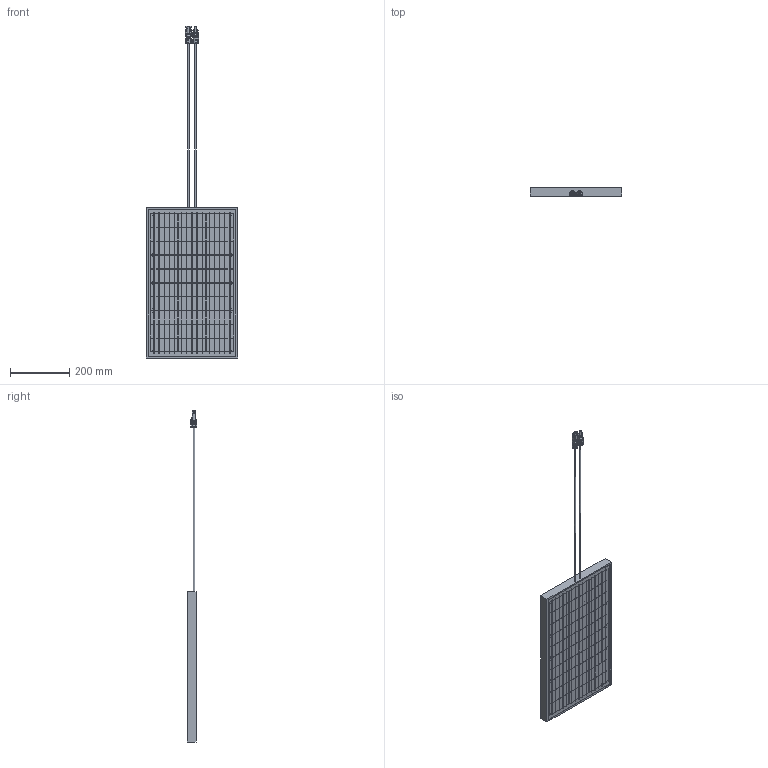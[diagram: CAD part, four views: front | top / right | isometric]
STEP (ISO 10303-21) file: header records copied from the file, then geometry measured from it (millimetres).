
FILE_DESCRIPTION(/* description */ ('STEP AP242 Edition 2','CAx-IF Rec.Pracs.---Representation and Presentation of Product Manufacturing Information (PMI)---4.0---2014-10-13','CAx-IF Rec.Pracs.---3D Tessellated Geometry---0.4---2014-09-14','2;1','CAx-IF Rec.Pracs.---User Defined Attributes---1.5---2016-08-15'),/* implementation_level */ '2;1');
FILE_NAME(/* name */ '6931a2b1091d1756375ca929',/* time_stamp */ '2025-12-04T15:03:14Z',/* author */ (''),/* organization */ (''),/* preprocessor_version */ 'ST-DEVELOPER v20',/* originating_system */ 'ONSHAPE BY PTC INC, 1.207',/* authorisation */ ' ');
FILE_SCHEMA (('AP242_MANAGED_MODEL_BASED_3D_ENGINEERING_MIM_LF { 1 0 10303 442 3 1 4 }'));
Length unit declared in the file: metre
Products named in the file (146): P152; W249 / W251 <1>; Part 2; Part 1; Part 3; Part 4; MC4_female; MC4_male; id39; id44; id49; id54; id59; id64; id69; id74; id79; id84; id89; id94; id99; id104; id109; id114; id119; id124; id129; id134; id139; id144; id149; id154; id159; id164; id169; id174; id179; id184; id189; id194 ...
Assembly tree (145 placements, depth 3):
  P152
    W249 / W251 <1>
      Part 2
      Part 1
      Part 3
      Part 4
      MC4_female
      MC4_male
    id39
    id44
    id49
    id54
    id59
    id64
    id69
    id74
    id79
    id84
    id89
    id94
    id99
    id104
    id109
    id114
    id119
    id124
    id129
    id134
    id139
    id144
    id149
    id154
    id159
    id164
    id169
    id174
    id179
    id184
    id189
    id194
    id199
    id204
    id209
    id214
    id219
    id224
    id229
    Base
    id239
    id244
    id249
    id254
    id259
    id264
    id269
    id274
    id279
    id284
    id289
    id294
Bounding box: 307 x 32.5 x 1119.7 mm (x, y, z)
Volume: 2561021 mm3; surface area: 2216796.8 mm2
Topology: 144 solids, 144 shells, 1220 faces, 2687 edges, 1793 vertices
Faces by surface type: plane 1077, cylinder 120, cone 10, torus 9, bspline 4
Full cylindrical faces by diameter (mm): 2.257 x2, 4.411 x1, 5 x3, 8.004 x2, 9 x24, 10 x1, 11 x2, 11.018 x1, 12 x2, 20 x4
Entity records: 38812 total; most frequent: CARTESIAN_POINT 7469, DIRECTION 5528, ORIENTED_EDGE 5260, EDGE_CURVE 2630, LINE 2274, VECTOR 2274, VERTEX_POINT 1785, AXIS2_PLACEMENT_3D 1627
